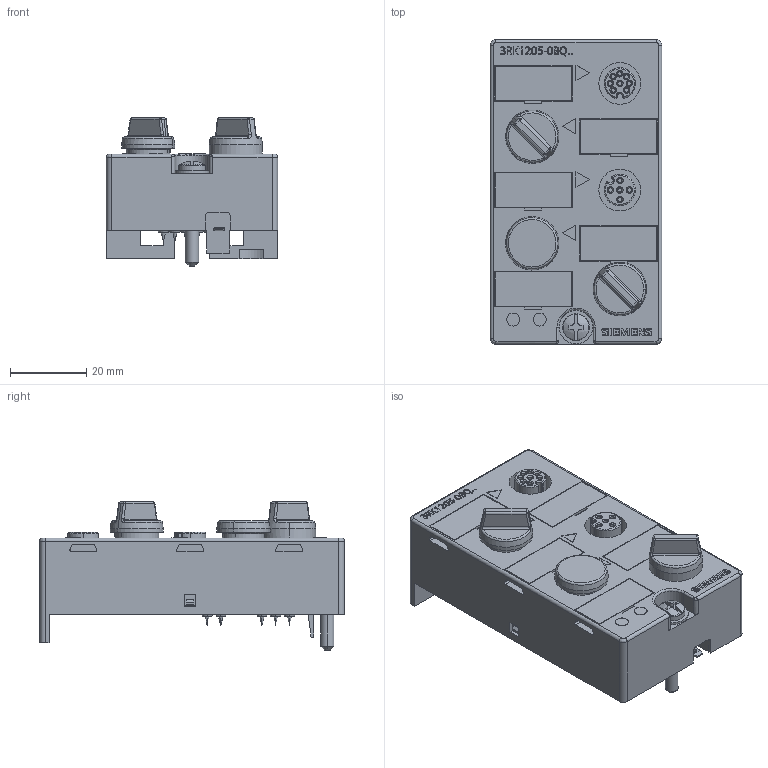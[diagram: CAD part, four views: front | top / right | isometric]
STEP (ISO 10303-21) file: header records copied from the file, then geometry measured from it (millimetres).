
FILE_DESCRIPTION (( 'STEP AP214' ), '1' );
FILE_NAME ('3RK1205-0BQ2x-0AA3-3D_v.stp', '2021-03-19T11:49:23', ( '' ), ( '' ), 'SwSTEP 2.0', 'SolidWorks 2018', '' );
FILE_SCHEMA (( 'AUTOMOTIVE_DESIGN' ));
Length unit declared in the file: millimetre
Products named in the file (2): 3RK1205-0BQ2x-0AA3-3D_v
Bounding box: 45 x 80 x 38.9 mm (x, y, z)
Volume: 70014.1 mm3; surface area: 19054.2 mm2
Topology: 1 solids, 13 shells, 1012 faces, 2519 edges, 1598 vertices
Faces by surface type: plane 466, bspline 233, cylinder 203, cone 104, torus 4, sphere 2
Entity records: 48168 total; most frequent: CARTESIAN_POINT 14256, ORIENTED_EDGE 4980, DIRECTION 4151, EDGE_CURVE 2490, VERTEX_POINT 1598, VECTOR 1485, LINE 1485, AXIS2_PLACEMENT_3D 1333
